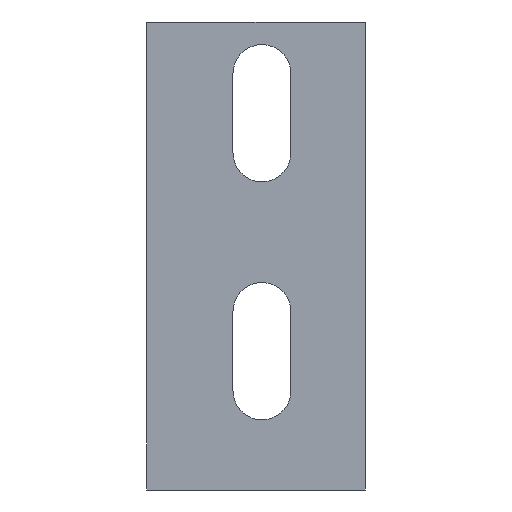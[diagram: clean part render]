
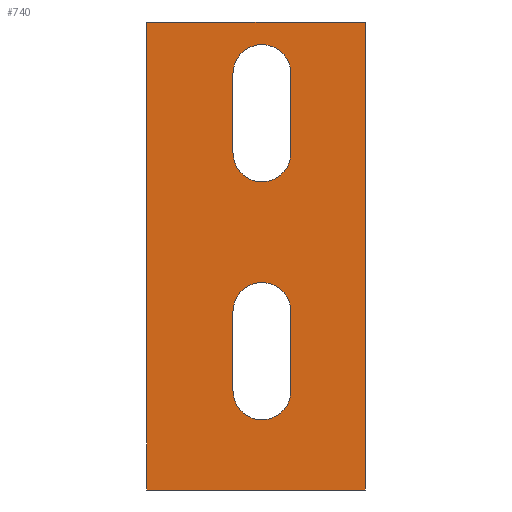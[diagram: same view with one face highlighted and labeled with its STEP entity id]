
A CAD part, front view. The second image highlights one B-rep face of the part: STEP entity #740.
In plain terms, the highlighted planar face has unit normal (0, -1, 0).
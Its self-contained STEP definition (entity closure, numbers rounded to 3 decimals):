
#4 = DIRECTION ( 'NONE',  ( 0., 1., 0. ) ) ;
#5 = DIRECTION ( 'NONE',  ( 0., 0., 1. ) ) ;
#13 = CARTESIAN_POINT ( 'NONE',  ( -13.75, 0., 0. ) ) ;
#14 = AXIS2_PLACEMENT_3D ( 'NONE', #13, #4, #5 ) ;
#16 = CARTESIAN_POINT ( 'NONE',  ( 4.4, 0., 42.5 ) ) ;
#22 = PLANE ( 'NONE',  #14 ) ;
#50 = LINE ( 'NONE', #72, #69 ) ;
#53 = CARTESIAN_POINT ( 'NONE',  ( 13.75, 0., 29.5 ) ) ;
#59 = FACE_OUTER_BOUND ( 'NONE', #780, .T. ) ;
#66 = CARTESIAN_POINT ( 'NONE',  ( -2.9, 0., 12.5 ) ) ;
#67 = CARTESIAN_POINT ( 'NONE',  ( -2.9, 0., 52.5 ) ) ;
#68 = DIRECTION ( 'NONE',  ( 1., 0., 0. ) ) ;
#69 = VECTOR ( 'NONE', #68, 1000. ) ;
#70 = CARTESIAN_POINT ( 'NONE',  ( 13.75, 0., 0. ) ) ;
#72 = CARTESIAN_POINT ( 'NONE',  ( 0., 0., 59. ) ) ;
#77 = CARTESIAN_POINT ( 'NONE',  ( -13.75, 0., 0. ) ) ;
#78 = CARTESIAN_POINT ( 'NONE',  ( -2.9, 0., 22.5 ) ) ;
#91 = FACE_BOUND ( 'NONE', #783, .T. ) ;
#94 = CARTESIAN_POINT ( 'NONE',  ( 4.4, 0., 22.5 ) ) ;
#95 = DIRECTION ( 'NONE',  ( 0., 0., -1. ) ) ;
#96 = VECTOR ( 'NONE', #95, 1000. ) ;
#97 = LINE ( 'NONE', #53, #96 ) ;
#116 = FACE_BOUND ( 'NONE', #579, .T. ) ;
#121 = CARTESIAN_POINT ( 'NONE',  ( 4.4, 0., 52.5 ) ) ;
#133 = DIRECTION ( 'NONE',  ( 0., 0., -1. ) ) ;
#134 = VECTOR ( 'NONE', #133, 1000. ) ;
#153 = CARTESIAN_POINT ( 'NONE',  ( -13.75, 0., 59. ) ) ;
#158 = CARTESIAN_POINT ( 'NONE',  ( -2.9, 0., 29.5 ) ) ;
#159 = LINE ( 'NONE', #158, #134 ) ;
#238 = DIRECTION ( 'NONE',  ( 1., 0., 0. ) ) ;
#240 = CARTESIAN_POINT ( 'NONE',  ( 4.4, 0., 12.5 ) ) ;
#253 = DIRECTION ( 'NONE',  ( 0., 0., -1. ) ) ;
#254 = VECTOR ( 'NONE', #253, 1000. ) ;
#255 = CARTESIAN_POINT ( 'NONE',  ( 4.4, 0., 47.5 ) ) ;
#266 = LINE ( 'NONE', #255, #254 ) ;
#277 = VECTOR ( 'NONE', #281, 1000. ) ;
#278 = LINE ( 'NONE', #282, #277 ) ;
#281 = DIRECTION ( 'NONE',  ( -1., 0., 0. ) ) ;
#282 = CARTESIAN_POINT ( 'NONE',  ( 0., 0., 0. ) ) ;
#290 = DIRECTION ( 'NONE',  ( 0., 0., -1. ) ) ;
#291 = VECTOR ( 'NONE', #290, 1000. ) ;
#292 = CARTESIAN_POINT ( 'NONE',  ( -2.9, 0., 29.5 ) ) ;
#297 = AXIS2_PLACEMENT_3D ( 'NONE', #304, #303, #238 ) ;
#298 = CIRCLE ( 'NONE', #297, 3.65 ) ;
#299 = DIRECTION ( 'NONE',  ( 1., 0., 0. ) ) ;
#300 = DIRECTION ( 'NONE',  ( 0., -1., 0. ) ) ;
#301 = CARTESIAN_POINT ( 'NONE',  ( 0.75, 0., 42.5 ) ) ;
#303 = DIRECTION ( 'NONE',  ( 0., -1., 0. ) ) ;
#304 = CARTESIAN_POINT ( 'NONE',  ( 0.75, 0., 52.5 ) ) ;
#305 = AXIS2_PLACEMENT_3D ( 'NONE', #301, #300, #299 ) ;
#310 = CIRCLE ( 'NONE', #305, 3.65 ) ;
#311 = DIRECTION ( 'NONE',  ( 1., 0., 0. ) ) ;
#312 = DIRECTION ( 'NONE',  ( 0., -1., 0. ) ) ;
#313 = CARTESIAN_POINT ( 'NONE',  ( 0.75, 0., 12.5 ) ) ;
#314 = AXIS2_PLACEMENT_3D ( 'NONE', #313, #312, #311 ) ;
#315 = CIRCLE ( 'NONE', #314, 3.65 ) ;
#342 = CARTESIAN_POINT ( 'NONE',  ( 13.75, 0., 59. ) ) ;
#351 = DIRECTION ( 'NONE',  ( 0., 0., 1. ) ) ;
#352 = VECTOR ( 'NONE', #351, 1000. ) ;
#353 = CARTESIAN_POINT ( 'NONE',  ( -13.75, 0., 29.5 ) ) ;
#354 = LINE ( 'NONE', #353, #352 ) ;
#361 = CIRCLE ( 'NONE', #393, 3.65 ) ;
#377 = LINE ( 'NONE', #292, #291 ) ;
#382 = DIRECTION ( 'NONE',  ( 1., 0., 0. ) ) ;
#383 = DIRECTION ( 'NONE',  ( 0., -1., 0. ) ) ;
#384 = CARTESIAN_POINT ( 'NONE',  ( 0.75, 0., 22.5 ) ) ;
#388 = CARTESIAN_POINT ( 'NONE',  ( -2.9, 0., 42.5 ) ) ;
#389 = DIRECTION ( 'NONE',  ( 0., 0., 1. ) ) ;
#390 = VECTOR ( 'NONE', #389, 1000. ) ;
#391 = CARTESIAN_POINT ( 'NONE',  ( 4.4, 0., 29.5 ) ) ;
#392 = LINE ( 'NONE', #391, #390 ) ;
#393 = AXIS2_PLACEMENT_3D ( 'NONE', #384, #383, #382 ) ;
#555 = VERTEX_POINT ( 'NONE', #342 ) ;
#570 = ORIENTED_EDGE ( 'NONE', *, *, #650, .F. ) ;
#574 = EDGE_CURVE ( 'NONE', #771, #671, #266, .T. ) ;
#578 = ORIENTED_EDGE ( 'NONE', *, *, #589, .F. ) ;
#579 = EDGE_LOOP ( 'NONE', ( #743, #601, #580, #778 ) ) ;
#580 = ORIENTED_EDGE ( 'NONE', *, *, #598, .F. ) ;
#586 = VERTEX_POINT ( 'NONE', #240 ) ;
#589 = EDGE_CURVE ( 'NONE', #705, #586, #315, .T. ) ;
#598 = EDGE_CURVE ( 'NONE', #656, #671, #310, .T. ) ;
#601 = ORIENTED_EDGE ( 'NONE', *, *, #574, .T. ) ;
#603 = EDGE_CURVE ( 'NONE', #771, #706, #298, .T. ) ;
#620 = EDGE_CURVE ( 'NONE', #727, #753, #354, .T. ) ;
#650 = EDGE_CURVE ( 'NONE', #586, #715, #392, .T. ) ;
#652 = EDGE_CURVE ( 'NONE', #715, #709, #361, .T. ) ;
#656 = VERTEX_POINT ( 'NONE', #388 ) ;
#658 = EDGE_CURVE ( 'NONE', #706, #656, #377, .T. ) ;
#662 = EDGE_CURVE ( 'NONE', #702, #727, #278, .T. ) ;
#670 = ORIENTED_EDGE ( 'NONE', *, *, #703, .F. ) ;
#671 = VERTEX_POINT ( 'NONE', #16 ) ;
#700 = EDGE_CURVE ( 'NONE', #753, #555, #50, .T. ) ;
#702 = VERTEX_POINT ( 'NONE', #70 ) ;
#703 = EDGE_CURVE ( 'NONE', #555, #702, #97, .T. ) ;
#705 = VERTEX_POINT ( 'NONE', #66 ) ;
#706 = VERTEX_POINT ( 'NONE', #67 ) ;
#709 = VERTEX_POINT ( 'NONE', #78 ) ;
#715 = VERTEX_POINT ( 'NONE', #94 ) ;
#727 = VERTEX_POINT ( 'NONE', #77 ) ;
#733 = ORIENTED_EDGE ( 'NONE', *, *, #620, .F. ) ;
#740 = ADVANCED_FACE ( 'NONE', ( #91, #116, #59 ), #22, .F. ) ;
#742 = ORIENTED_EDGE ( 'NONE', *, *, #652, .F. ) ;
#743 = ORIENTED_EDGE ( 'NONE', *, *, #603, .F. ) ;
#753 = VERTEX_POINT ( 'NONE', #153 ) ;
#771 = VERTEX_POINT ( 'NONE', #121 ) ;
#774 = EDGE_CURVE ( 'NONE', #709, #705, #159, .T. ) ;
#776 = ORIENTED_EDGE ( 'NONE', *, *, #700, .F. ) ;
#778 = ORIENTED_EDGE ( 'NONE', *, *, #658, .F. ) ;
#779 = ORIENTED_EDGE ( 'NONE', *, *, #662, .F. ) ;
#780 = EDGE_LOOP ( 'NONE', ( #670, #776, #733, #779 ) ) ;
#782 = ORIENTED_EDGE ( 'NONE', *, *, #774, .F. ) ;
#783 = EDGE_LOOP ( 'NONE', ( #742, #570, #578, #782 ) ) ;
